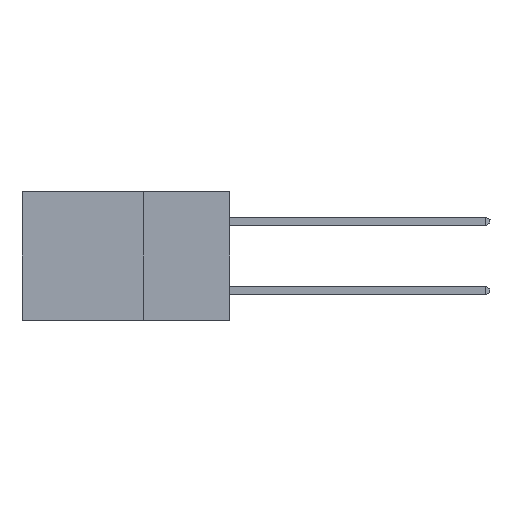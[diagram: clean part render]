
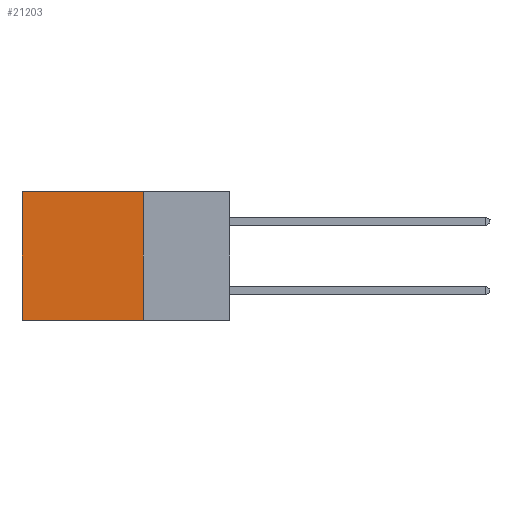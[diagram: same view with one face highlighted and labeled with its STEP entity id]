
A CAD part, left-side view. The second image highlights one B-rep face of the part: STEP entity #21203.
In plain terms, the highlighted planar face has unit normal (-1, 0, 0).
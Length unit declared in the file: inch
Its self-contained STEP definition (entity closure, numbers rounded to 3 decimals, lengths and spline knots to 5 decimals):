
#183 = ORIENTED_EDGE ( 'NONE', *, *, #9534, .T. ) ;
#357 = AXIS2_PLACEMENT_3D ( 'NONE', #13640, #22713, #15783 ) ;
#1251 = VECTOR ( 'NONE', #21584, 39.37008 ) ;
#1708 = DIRECTION ( 'NONE',  ( 0., 1., 0. ) ) ;
#2870 = DIRECTION ( 'NONE',  ( 0., 0., -1. ) ) ;
#2943 = EDGE_LOOP ( 'NONE', ( #183, #23784, #15094, #14103 ) ) ;
#3365 = LINE ( 'NONE', #13504, #6605 ) ;
#4702 = EDGE_CURVE ( 'NONE', #21668, #29751, #3365, .T. ) ;
#6605 = VECTOR ( 'NONE', #1708, 39.37008 ) ;
#9534 = EDGE_CURVE ( 'NONE', #29751, #17884, #17328, .T. ) ;
#9593 = VERTEX_POINT ( 'NONE', #28777 ) ;
#11329 = PLANE ( 'NONE',  #357 ) ;
#13504 = CARTESIAN_POINT ( 'NONE',  ( 0.298, 0.25, 0. ) ) ;
#13640 = CARTESIAN_POINT ( 'NONE',  ( 0.298, 0.25, 0. ) ) ;
#14103 = ORIENTED_EDGE ( 'NONE', *, *, #4702, .T. ) ;
#14716 = CARTESIAN_POINT ( 'NONE',  ( 0.298, 0.25, 0. ) ) ;
#15094 = ORIENTED_EDGE ( 'NONE', *, *, #16582, .F. ) ;
#15783 = DIRECTION ( 'NONE',  ( 0., 0., -1. ) ) ;
#16274 = VECTOR ( 'NONE', #2870, 39.37008 ) ;
#16494 = CARTESIAN_POINT ( 'NONE',  ( 0.298, 0.6, 0. ) ) ;
#16582 = EDGE_CURVE ( 'NONE', #21668, #9593, #23752, .T. ) ;
#17328 = LINE ( 'NONE', #16494, #16274 ) ;
#17884 = VERTEX_POINT ( 'NONE', #28888 ) ;
#18615 = LINE ( 'NONE', #18803, #26204 ) ;
#18803 = CARTESIAN_POINT ( 'NONE',  ( 0.298, 0.25, -0.37 ) ) ;
#18995 = CARTESIAN_POINT ( 'NONE',  ( 0.298, 0.6, 0. ) ) ;
#21104 = DIRECTION ( 'NONE',  ( 0., 1., 0. ) ) ;
#21203 = ADVANCED_FACE ( 'NONE', ( #28919 ), #11329, .F. ) ;
#21584 = DIRECTION ( 'NONE',  ( 0., 0., -1. ) ) ;
#21668 = VERTEX_POINT ( 'NONE', #14716 ) ;
#22713 = DIRECTION ( 'NONE',  ( 1., 0., 0. ) ) ;
#23752 = LINE ( 'NONE', #28098, #1251 ) ;
#23784 = ORIENTED_EDGE ( 'NONE', *, *, #29464, .F. ) ;
#26204 = VECTOR ( 'NONE', #21104, 39.37008 ) ;
#28098 = CARTESIAN_POINT ( 'NONE',  ( 0.298, 0.25, 0. ) ) ;
#28777 = CARTESIAN_POINT ( 'NONE',  ( 0.298, 0.25, -0.37 ) ) ;
#28888 = CARTESIAN_POINT ( 'NONE',  ( 0.298, 0.6, -0.37 ) ) ;
#28919 = FACE_OUTER_BOUND ( 'NONE', #2943, .T. ) ;
#29464 = EDGE_CURVE ( 'NONE', #9593, #17884, #18615, .T. ) ;
#29751 = VERTEX_POINT ( 'NONE', #18995 ) ;
